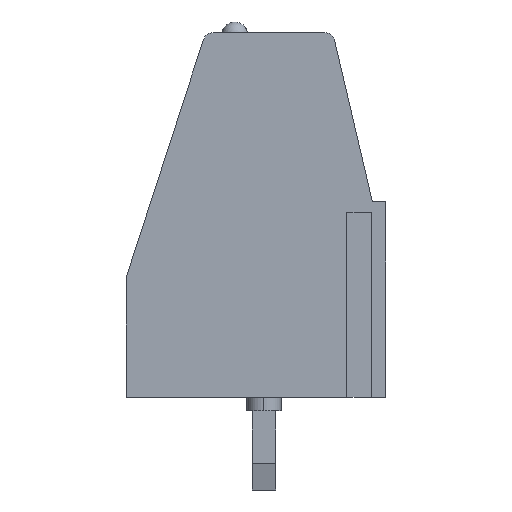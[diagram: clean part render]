
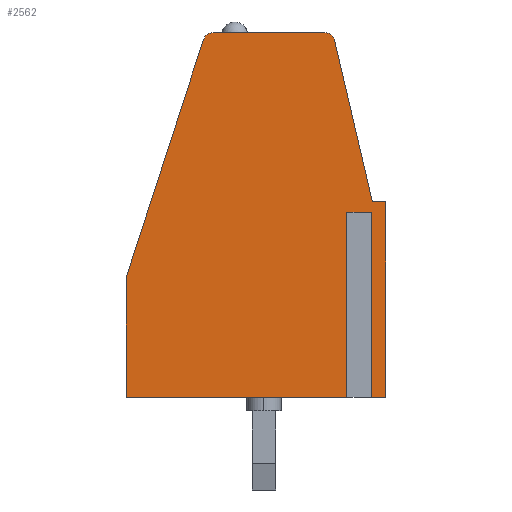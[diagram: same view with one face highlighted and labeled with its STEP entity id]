
A CAD part, left-side view. The second image highlights one B-rep face of the part: STEP entity #2562.
In plain terms, the highlighted planar face has unit normal (-1, 0, 0).
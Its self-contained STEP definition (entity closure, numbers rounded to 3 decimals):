
#2335=CARTESIAN_POINT('',(-7.62,-4.6,7.4));
#2336=VERTEX_POINT('',#2335);
#2353=CARTESIAN_POINT('',(-7.62,-4.1,7.4));
#2354=VERTEX_POINT('',#2353);
#2361=CARTESIAN_POINT('',(-7.62,-4.6,7.4));
#2362=DIRECTION('',(0.0,1.0,0.0));
#2363=VECTOR('',#2362,0.5);
#2364=LINE('',#2361,#2363);
#2365=EDGE_CURVE('',#2336,#2354,#2364,.T.);
#2458=CARTESIAN_POINT('',(-7.62,-5.09,-0.69));
#2459=DIRECTION('',(1.0,0.0,0.0));
#2460=DIRECTION('',(0.0,1.0,0.0));
#2461=AXIS2_PLACEMENT_3D('',#2458,#2459,#2460);
#2462=PLANE('',#2461);
#2463=CARTESIAN_POINT('',(-7.62,2.29,13.524));
#2464=VERTEX_POINT('',#2463);
#2465=CARTESIAN_POINT('',(-7.62,1.909,13.8));
#2466=VERTEX_POINT('',#2465);
#2467=CARTESIAN_POINT('',(-7.62,1.909,13.4));
#2468=DIRECTION('',(1.0,0.0,0.0));
#2469=DIRECTION('',(0.0,1.0,0.0));
#2470=AXIS2_PLACEMENT_3D('',#2467,#2468,#2469);
#2471=CIRCLE('',#2470,0.4);
#2472=EDGE_CURVE('',#2464,#2466,#2471,.T.);
#2473=ORIENTED_EDGE('',*,*,#2472,.F.);
#2474=CARTESIAN_POINT('',(-7.62,5.2,4.567));
#2475=VERTEX_POINT('',#2474);
#2476=CARTESIAN_POINT('',(-7.62,2.29,13.524));
#2477=DIRECTION('',(0.,0.309,-0.951));
#2478=VECTOR('',#2477,9.418);
#2479=LINE('',#2476,#2478);
#2480=EDGE_CURVE('',#2464,#2475,#2479,.T.);
#2481=ORIENTED_EDGE('',*,*,#2480,.T.);
#2482=CARTESIAN_POINT('',(-7.62,5.2,0.0));
#2483=VERTEX_POINT('',#2482);
#2484=CARTESIAN_POINT('',(-7.62,5.2,4.567));
#2485=DIRECTION('',(0.0,0.0,-1.0));
#2486=VECTOR('',#2485,4.567);
#2487=LINE('',#2484,#2486);
#2488=EDGE_CURVE('',#2475,#2483,#2487,.T.);
#2489=ORIENTED_EDGE('',*,*,#2488,.T.);
#2490=CARTESIAN_POINT('',(-7.62,-3.331,0.0));
#2491=VERTEX_POINT('',#2490);
#2492=CARTESIAN_POINT('',(-7.62,-3.331,0.0));
#2493=DIRECTION('',(0.0,1.0,0.0));
#2494=VECTOR('',#2493,8.531);
#2495=LINE('',#2492,#2494);
#2496=EDGE_CURVE('',#2491,#2483,#2495,.T.);
#2497=ORIENTED_EDGE('',*,*,#2496,.F.);
#2498=CARTESIAN_POINT('',(-7.62,-3.331,7.));
#2499=VERTEX_POINT('',#2498);
#2500=CARTESIAN_POINT('',(-7.62,-3.331,7.));
#2501=DIRECTION('',(0.0,0.0,-1.0));
#2502=VECTOR('',#2501,7.);
#2503=LINE('',#2500,#2502);
#2504=EDGE_CURVE('',#2499,#2491,#2503,.T.);
#2505=ORIENTED_EDGE('',*,*,#2504,.F.);
#2506=CARTESIAN_POINT('',(-7.62,-3.869,7.));
#2507=VERTEX_POINT('',#2506);
#2508=CARTESIAN_POINT('',(-7.62,-3.869,7.));
#2509=DIRECTION('',(0.0,1.0,0.0));
#2510=VECTOR('',#2509,0.538);
#2511=LINE('',#2508,#2510);
#2512=EDGE_CURVE('',#2507,#2499,#2511,.T.);
#2513=ORIENTED_EDGE('',*,*,#2512,.F.);
#2514=CARTESIAN_POINT('',(-7.62,-3.869,0.0));
#2515=VERTEX_POINT('',#2514);
#2516=CARTESIAN_POINT('',(-7.62,-3.869,7.));
#2517=DIRECTION('',(0.0,0.0,-1.0));
#2518=VECTOR('',#2517,7.);
#2519=LINE('',#2516,#2518);
#2520=EDGE_CURVE('',#2507,#2515,#2519,.T.);
#2521=ORIENTED_EDGE('',*,*,#2520,.T.);
#2522=CARTESIAN_POINT('',(-7.62,-4.6,0.0));
#2523=VERTEX_POINT('',#2522);
#2524=CARTESIAN_POINT('',(-7.62,-4.6,0.0));
#2525=DIRECTION('',(0.0,1.0,0.0));
#2526=VECTOR('',#2525,0.731);
#2527=LINE('',#2524,#2526);
#2528=EDGE_CURVE('',#2523,#2515,#2527,.T.);
#2529=ORIENTED_EDGE('',*,*,#2528,.F.);
#2530=CARTESIAN_POINT('',(-7.62,-4.6,7.4));
#2531=DIRECTION('',(0.0,0.0,-1.0));
#2532=VECTOR('',#2531,7.4);
#2533=LINE('',#2530,#2532);
#2534=EDGE_CURVE('',#2336,#2523,#2533,.T.);
#2535=ORIENTED_EDGE('',*,*,#2534,.F.);
#2536=ORIENTED_EDGE('',*,*,#2365,.T.);
#2537=CARTESIAN_POINT('',(-7.62,-2.672,13.491));
#2538=VERTEX_POINT('',#2537);
#2539=CARTESIAN_POINT('',(-7.62,-2.672,13.491));
#2540=DIRECTION('',(0.,-0.228,-0.974));
#2541=VECTOR('',#2540,6.256);
#2542=LINE('',#2539,#2541);
#2543=EDGE_CURVE('',#2538,#2354,#2542,.T.);
#2544=ORIENTED_EDGE('',*,*,#2543,.F.);
#2545=CARTESIAN_POINT('',(-7.62,-2.283,13.8));
#2546=VERTEX_POINT('',#2545);
#2547=CARTESIAN_POINT('',(-7.62,-2.283,13.4));
#2548=DIRECTION('',(1.0,0.0,0.0));
#2549=DIRECTION('',(0.0,1.0,0.0));
#2550=AXIS2_PLACEMENT_3D('',#2547,#2548,#2549);
#2551=CIRCLE('',#2550,0.4);
#2552=EDGE_CURVE('',#2546,#2538,#2551,.T.);
#2553=ORIENTED_EDGE('',*,*,#2552,.F.);
#2554=CARTESIAN_POINT('',(-7.62,-2.283,13.8));
#2555=DIRECTION('',(0.0,1.0,0.0));
#2556=VECTOR('',#2555,4.192);
#2557=LINE('',#2554,#2556);
#2558=EDGE_CURVE('',#2546,#2466,#2557,.T.);
#2559=ORIENTED_EDGE('',*,*,#2558,.T.);
#2560=EDGE_LOOP('',(#2473,#2481,#2489,#2497,#2505,#2513,#2521,#2529,#2535,#2536,#2544,#2553,#2559));
#2561=FACE_OUTER_BOUND('',#2560,.T.);
#2562=ADVANCED_FACE('',(#2561),#2462,.F.);
